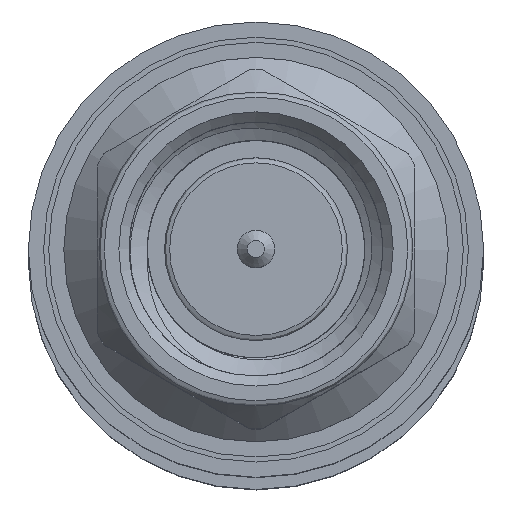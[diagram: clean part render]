
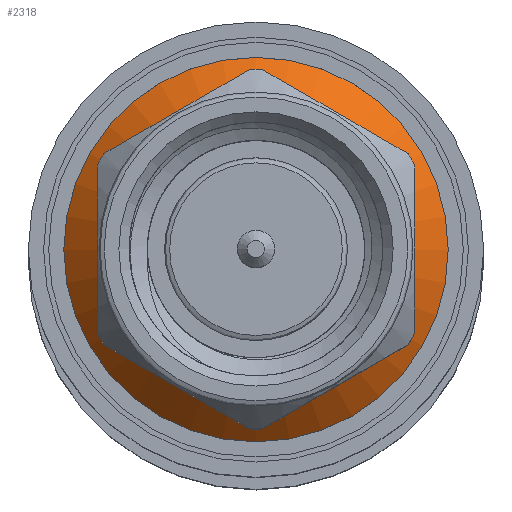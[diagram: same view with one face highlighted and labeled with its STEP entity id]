
A CAD part, top view. The second image highlights one B-rep face of the part: STEP entity #2318.
In plain terms, the highlighted conical face has half-angle 46.224 degrees and reference radius 4.808 mm.
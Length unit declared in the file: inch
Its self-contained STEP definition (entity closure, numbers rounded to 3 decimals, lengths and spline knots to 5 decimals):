
#45 = CARTESIAN_POINT ( 'NONE',  ( 0.37132, 0., 0. ) ) ;
#142 = CARTESIAN_POINT ( 'NONE',  ( 0.37132, 0., 0. ) ) ;
#233 = ORIENTED_EDGE ( 'NONE', *, *, #635, .F. ) ;
#401 = CARTESIAN_POINT ( 'NONE',  ( 0.37132, 0., 0.18928 ) ) ;
#416 = CIRCLE ( 'NONE', #2226, 0.18928 ) ;
#417 = CIRCLE ( 'NONE', #2111, 0.15452 ) ;
#428 = FACE_OUTER_BOUND ( 'NONE', #1995, .T. ) ;
#439 = CARTESIAN_POINT ( 'NONE',  ( 0.33802, 0., 0.15452 ) ) ;
#554 = ORIENTED_EDGE ( 'NONE', *, *, #1593, .T. ) ;
#635 = EDGE_CURVE ( 'NONE', #841, #841, #417, .T. ) ;
#786 = CONICAL_SURFACE ( 'NONE', #1032, 0.18928, 0.807 ) ;
#795 = DIRECTION ( 'NONE',  ( 0., 0., 1. ) ) ;
#797 = DIRECTION ( 'NONE',  ( 1., 0., 0. ) ) ;
#841 = VERTEX_POINT ( 'NONE', #439 ) ;
#945 = DIRECTION ( 'NONE',  ( -1., 0., 0. ) ) ;
#1032 = AXIS2_PLACEMENT_3D ( 'NONE', #45, #797, #1236 ) ;
#1047 = FACE_BOUND ( 'NONE', #2162, .T. ) ;
#1196 = VERTEX_POINT ( 'NONE', #401 ) ;
#1236 = DIRECTION ( 'NONE',  ( 0., 0., -1. ) ) ;
#1593 = EDGE_CURVE ( 'NONE', #1196, #1196, #416, .T. ) ;
#1745 = DIRECTION ( 'NONE',  ( 0., 0., 1. ) ) ;
#1800 = CARTESIAN_POINT ( 'NONE',  ( 0.33802, 0., 0. ) ) ;
#1995 = EDGE_LOOP ( 'NONE', ( #554 ) ) ;
#2111 = AXIS2_PLACEMENT_3D ( 'NONE', #1800, #2606, #795 ) ;
#2162 = EDGE_LOOP ( 'NONE', ( #233 ) ) ;
#2226 = AXIS2_PLACEMENT_3D ( 'NONE', #142, #945, #1745 ) ;
#2318 = ADVANCED_FACE ( 'NONE', ( #1047, #428 ), #786, .T. ) ;
#2606 = DIRECTION ( 'NONE',  ( -1., 0., 0. ) ) ;
